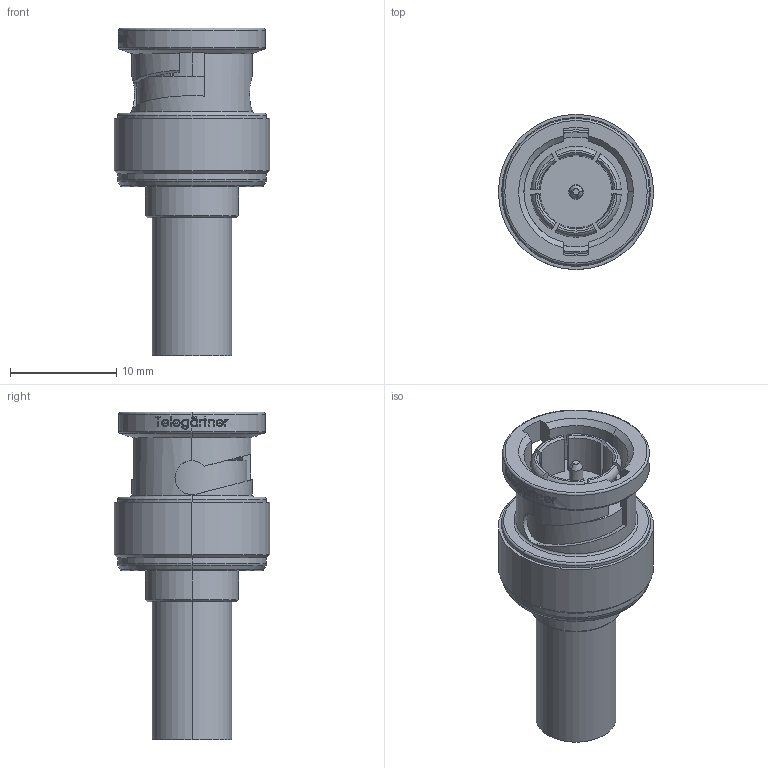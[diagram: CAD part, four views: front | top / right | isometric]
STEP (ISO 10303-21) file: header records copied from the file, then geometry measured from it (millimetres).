
FILE_DESCRIPTION (( 'STEP AP214' ), '1' );
FILE_NAME ('J01002A0055.STEP', '2016-01-26T12:15:26', ( '' ), ( '' ), 'SwSTEP 2.0', 'SolidWorks 2015', '' );
FILE_SCHEMA (( 'AUTOMOTIVE_DESIGN' ));
Length unit declared in the file: millimetre
Products named in the file (1): J01002A0055
Bounding box: 14.6 x 14.6 x 30.83 mm (x, y, z)
Volume: 2109.7 mm3; surface area: 2077.1 mm2
Topology: 1 solids, 1 shells, 293 faces, 750 edges, 488 vertices
Faces by surface type: plane 101, bspline 78, cylinder 68, cone 28, torus 18
Entity records: 14985 total; most frequent: CARTESIAN_POINT 5241, ORIENTED_EDGE 1500, DIRECTION 1136, EDGE_CURVE 750, VERTEX_POINT 488, AXIS2_PLACEMENT_3D 404, LINE 328, VECTOR 328
